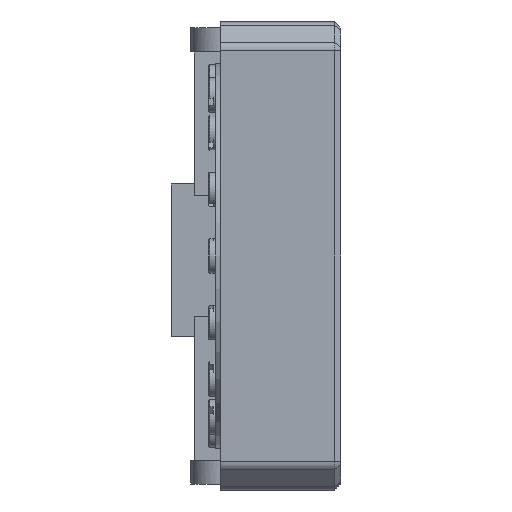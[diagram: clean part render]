
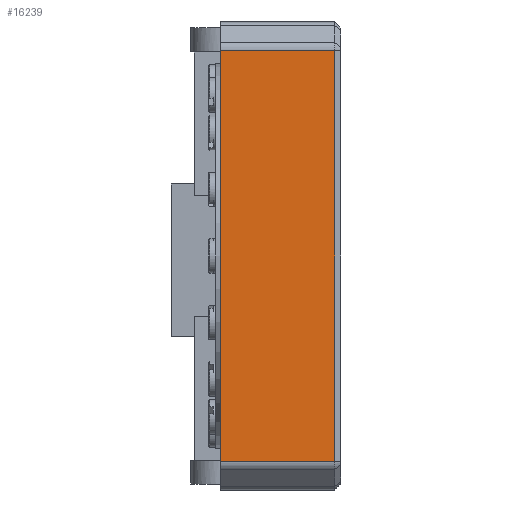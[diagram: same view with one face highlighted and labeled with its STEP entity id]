
A CAD part, left-side view. The second image highlights one B-rep face of the part: STEP entity #16239.
In plain terms, the highlighted planar face has unit normal (-1, 0, 0).
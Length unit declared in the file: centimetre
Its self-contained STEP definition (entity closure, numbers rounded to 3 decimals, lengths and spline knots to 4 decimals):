
#766=LINE('',#22556,#2381);
#843=LINE('',#22793,#2458);
#1039=LINE('',#23336,#2654);
#1040=LINE('',#23338,#2655);
#2381=VECTOR('',#18529,1.);
#2458=VECTOR('',#18766,1.);
#2654=VECTOR('',#19354,1.);
#2655=VECTOR('',#19357,1.);
#4034=PLANE('',#17476);
#5167=FACE_OUTER_BOUND('',#6199,.T.);
#6199=EDGE_LOOP('',(#12360,#12361,#12362,#12363));
#7654=VERTEX_POINT('',#22553);
#7655=VERTEX_POINT('',#22555);
#7733=VERTEX_POINT('',#22784);
#7735=VERTEX_POINT('',#22791);
#9232=EDGE_CURVE('',#7654,#7655,#766,.T.);
#9352=EDGE_CURVE('',#7735,#7733,#843,.T.);
#9620=EDGE_CURVE('',#7655,#7735,#1039,.T.);
#9621=EDGE_CURVE('',#7733,#7654,#1040,.T.);
#12360=ORIENTED_EDGE('',*,*,#9352,.F.);
#12361=ORIENTED_EDGE('',*,*,#9620,.F.);
#12362=ORIENTED_EDGE('',*,*,#9232,.F.);
#12363=ORIENTED_EDGE('',*,*,#9621,.F.);
#16239=ADVANCED_FACE('',(#5167),#4034,.F.);
#17476=AXIS2_PLACEMENT_3D('',#23339,#19358,#19359);
#18529=DIRECTION('',(0.,0.,1.));
#18766=DIRECTION('',(0.,0.,-1.));
#19354=DIRECTION('',(0.,-1.,0.));
#19357=DIRECTION('',(0.,1.,0.));
#19358=DIRECTION('center_axis',(1.,0.,0.));
#19359=DIRECTION('ref_axis',(0.,1.,0.));
#22553=CARTESIAN_POINT('',(-3.6,1.,0.2414));
#22555=CARTESIAN_POINT('',(-3.6,1.,3.6586));
#22556=CARTESIAN_POINT('',(-3.6,1.,1.95));
#22784=CARTESIAN_POINT('',(-3.6,0.05,0.2414));
#22791=CARTESIAN_POINT('',(-3.6,0.05,3.6586));
#22793=CARTESIAN_POINT('',(-3.6,0.05,1.95));
#23336=CARTESIAN_POINT('',(-3.6,0.5,3.6586));
#23338=CARTESIAN_POINT('',(-3.6,0.5,0.2414));
#23339=CARTESIAN_POINT('Origin',(-3.6,0.5,1.95));
